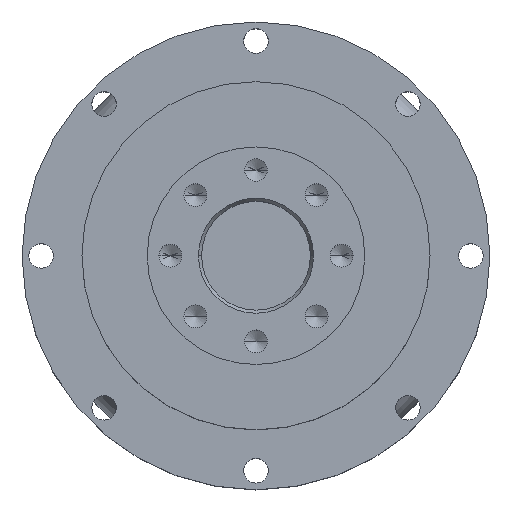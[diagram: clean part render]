
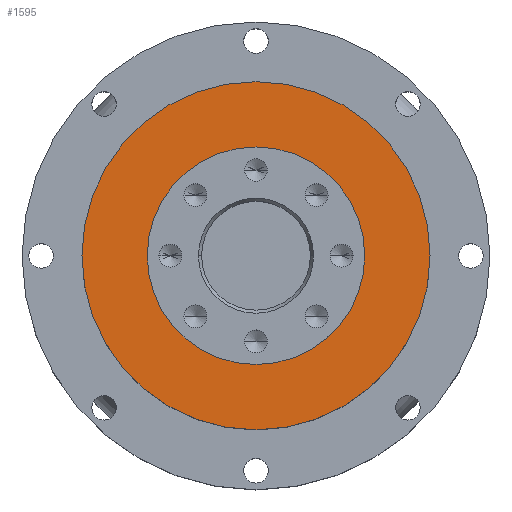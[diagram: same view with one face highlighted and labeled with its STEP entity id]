
A CAD part, top view. The second image highlights one B-rep face of the part: STEP entity #1595.
In plain terms, the highlighted planar face has unit normal (0, 0, 1).
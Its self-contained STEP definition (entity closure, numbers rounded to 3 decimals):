
#286 = VERTEX_POINT ( 'NONE', #9483 ) ;
#496 = CARTESIAN_POINT ( 'NONE',  ( 0., 0., -3. ) ) ;
#634 = DIRECTION ( 'NONE',  ( 0., 0., -1. ) ) ;
#764 = ORIENTED_EDGE ( 'NONE', *, *, #11171, .F. ) ;
#1180 = DIRECTION ( 'NONE',  ( -1., 0., 0. ) ) ;
#1182 = EDGE_LOOP ( 'NONE', ( #3165, #4717 ) ) ;
#1362 = CARTESIAN_POINT ( 'NONE',  ( 32., 0., -3. ) ) ;
#1386 = DIRECTION ( 'NONE',  ( 1., 0., 0. ) ) ;
#1394 = PLANE ( 'NONE',  #2137 ) ;
#1417 = CARTESIAN_POINT ( 'NONE',  ( 0., 32., -3. ) ) ;
#1595 = ADVANCED_FACE ( 'NONE', ( #8280, #10591 ), #1394, .F. ) ;
#1615 = DIRECTION ( 'NONE',  ( 0., 0., 1. ) ) ;
#1710 = AXIS2_PLACEMENT_3D ( 'NONE', #496, #6521, #1386 ) ;
#1786 = AXIS2_PLACEMENT_3D ( 'NONE', #7668, #2541, #8537 ) ;
#2137 = AXIS2_PLACEMENT_3D ( 'NONE', #1417, #634, #1180 ) ;
#2541 = DIRECTION ( 'NONE',  ( 0., 0., 1. ) ) ;
#2569 = EDGE_LOOP ( 'NONE', ( #764, #6617 ) ) ;
#2820 = CARTESIAN_POINT ( 'NONE',  ( 20., 0., -3. ) ) ;
#3165 = ORIENTED_EDGE ( 'NONE', *, *, #8421, .T. ) ;
#3337 = CIRCLE ( 'NONE', #9512, 32. ) ;
#3629 = DIRECTION ( 'NONE',  ( 0., 0., 1. ) ) ;
#4605 = VERTEX_POINT ( 'NONE', #1362 ) ;
#4717 = ORIENTED_EDGE ( 'NONE', *, *, #4797, .T. ) ;
#4797 = EDGE_CURVE ( 'NONE', #8246, #4605, #7315, .T. ) ;
#5589 = AXIS2_PLACEMENT_3D ( 'NONE', #8719, #3629, #9598 ) ;
#5785 = EDGE_CURVE ( 'NONE', #286, #10703, #9828, .T. ) ;
#6453 = CARTESIAN_POINT ( 'NONE',  ( -32., 0., -3. ) ) ;
#6521 = DIRECTION ( 'NONE',  ( 0., 0., 1. ) ) ;
#6617 = ORIENTED_EDGE ( 'NONE', *, *, #5785, .F. ) ;
#6762 = CARTESIAN_POINT ( 'NONE',  ( 0., 0., -3. ) ) ;
#7315 = CIRCLE ( 'NONE', #1786, 32. ) ;
#7620 = DIRECTION ( 'NONE',  ( 1., 0., 0. ) ) ;
#7668 = CARTESIAN_POINT ( 'NONE',  ( 0., 0., -3. ) ) ;
#8246 = VERTEX_POINT ( 'NONE', #6453 ) ;
#8280 = FACE_BOUND ( 'NONE', #2569, .T. ) ;
#8421 = EDGE_CURVE ( 'NONE', #4605, #8246, #3337, .T. ) ;
#8537 = DIRECTION ( 'NONE',  ( 1., 0., 0. ) ) ;
#8719 = CARTESIAN_POINT ( 'NONE',  ( 0., 0., -3. ) ) ;
#9483 = CARTESIAN_POINT ( 'NONE',  ( -20., 0., -3. ) ) ;
#9512 = AXIS2_PLACEMENT_3D ( 'NONE', #6762, #1615, #7620 ) ;
#9598 = DIRECTION ( 'NONE',  ( 1., 0., 0. ) ) ;
#9828 = CIRCLE ( 'NONE', #1710, 20. ) ;
#10591 = FACE_OUTER_BOUND ( 'NONE', #1182, .T. ) ;
#10703 = VERTEX_POINT ( 'NONE', #2820 ) ;
#11036 = CIRCLE ( 'NONE', #5589, 20. ) ;
#11171 = EDGE_CURVE ( 'NONE', #10703, #286, #11036, .T. ) ;
